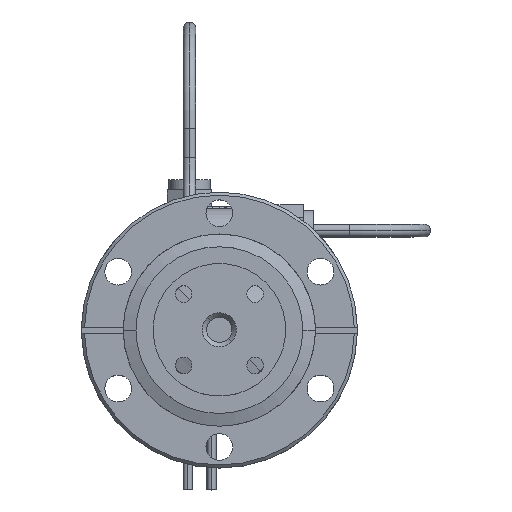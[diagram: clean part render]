
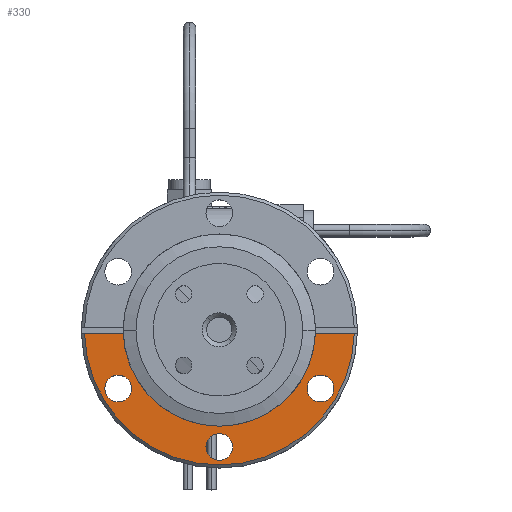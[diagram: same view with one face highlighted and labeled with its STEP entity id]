
A CAD part, top view. The second image highlights one B-rep face of the part: STEP entity #330.
In plain terms, the highlighted planar face has unit normal (0, 0, 1).
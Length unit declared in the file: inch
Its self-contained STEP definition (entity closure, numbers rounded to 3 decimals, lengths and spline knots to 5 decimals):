
#330 = ADVANCED_FACE ( 'NONE', ( #2615, #2624, #2626, #2628 ), #17010, .F. ) ;
#1287 = EDGE_LOOP ( 'NONE', ( #25033, #25034 ) ) ;
#1290 = EDGE_LOOP ( 'NONE', ( #25027, #25028 ) ) ;
#1305 = EDGE_LOOP ( 'NONE', ( #25029, #25030, #25031, #25032 ) ) ;
#2156 = CARTESIAN_POINT ( 'NONE',  ( -3.076, 0.0524, 4.95 ) ) ;
#2157 = DIRECTION ( 'NONE',  ( 1., 0., 0. ) ) ;
#2615 = FACE_BOUND ( 'NONE', #29990, .T. ) ;
#2624 = FACE_BOUND ( 'NONE', #1290, .T. ) ;
#2626 = FACE_OUTER_BOUND ( 'NONE', #1305, .T. ) ;
#2628 = FACE_BOUND ( 'NONE', #1287, .T. ) ;
#3117 = CIRCLE ( 'NONE', #25371, 0.951 ) ;
#5520 = CARTESIAN_POINT ( 'NONE',  ( -1.69266, -0.9411, 4.95 ) ) ;
#5521 = CARTESIAN_POINT ( 'NONE',  ( -1.69266, -1.2061, 4.95 ) ) ;
#5522 = CARTESIAN_POINT ( 'NONE',  ( -0.69153, -0.6281, 4.95 ) ) ;
#5524 = CARTESIAN_POINT ( 'NONE',  ( -0.69153, -0.3631, 4.95 ) ) ;
#5619 = CARTESIAN_POINT ( 'NONE',  ( -2.69378, -0.6281, 4.95 ) ) ;
#5627 = CARTESIAN_POINT ( 'NONE',  ( -2.69378, -0.3631, 4.95 ) ) ;
#5852 = CARTESIAN_POINT ( 'NONE',  ( -1.69266, 0.0824, 4.95 ) ) ;
#5853 = DIRECTION ( 'NONE',  ( 0., 0., 1. ) ) ;
#5855 = DIRECTION ( 'NONE',  ( -1., 0., 0. ) ) ;
#5864 = CARTESIAN_POINT ( 'NONE',  ( -0.69153, -0.4956, 4.95 ) ) ;
#5865 = DIRECTION ( 'NONE',  ( 0., 0., 1. ) ) ;
#5866 = DIRECTION ( 'NONE',  ( 0., 1., 0. ) ) ;
#5873 = CARTESIAN_POINT ( 'NONE',  ( -2.69378, -0.4956, 4.95 ) ) ;
#5875 = DIRECTION ( 'NONE',  ( 0., 0., 1. ) ) ;
#5877 = DIRECTION ( 'NONE',  ( 0., 1., 0. ) ) ;
#5879 = CARTESIAN_POINT ( 'NONE',  ( -0.30931, 0.0524, 4.95 ) ) ;
#5887 = DIRECTION ( 'NONE',  ( 1., 0., 0. ) ) ;
#5901 = CARTESIAN_POINT ( 'NONE',  ( -1.69266, -1.0736, 4.95 ) ) ;
#5903 = DIRECTION ( 'NONE',  ( 0., 0., 1. ) ) ;
#5905 = DIRECTION ( 'NONE',  ( 0., 1., 0. ) ) ;
#9847 = EDGE_CURVE ( 'NONE', #15229, #15230, #3117, .T. ) ;
#10122 = AXIS2_PLACEMENT_3D ( 'NONE', #5873, #5875, #5877 ) ;
#10123 = AXIS2_PLACEMENT_3D ( 'NONE', #5864, #5865, #5866 ) ;
#10124 = AXIS2_PLACEMENT_3D ( 'NONE', #5901, #5903, #5905 ) ;
#10125 = AXIS2_PLACEMENT_3D ( 'NONE', #5852, #5853, #5855 ) ;
#14108 = EDGE_CURVE ( 'NONE', #24937, #24939, #32005, .T. ) ;
#14112 = EDGE_CURVE ( 'NONE', #28705, #28703, #32011, .T. ) ;
#14117 = EDGE_CURVE ( 'NONE', #24936, #24935, #32018, .T. ) ;
#15229 = VERTEX_POINT ( 'NONE', #25910 ) ;
#15230 = VERTEX_POINT ( 'NONE', #25911 ) ;
#15250 = VERTEX_POINT ( 'NONE', #25927 ) ;
#15259 = VERTEX_POINT ( 'NONE', #25935 ) ;
#16989 = CARTESIAN_POINT ( 'NONE',  ( -3.05766, 0.0824, 4.95 ) ) ;
#17010 = PLANE ( 'NONE',  #25209 ) ;
#17021 = DIRECTION ( 'NONE',  ( 0., 0., -1. ) ) ;
#17022 = DIRECTION ( 'NONE',  ( -1., 0., 0. ) ) ;
#22272 = CARTESIAN_POINT ( 'NONE',  ( -1.69266, 0.0824, 4.95 ) ) ;
#22273 = DIRECTION ( 'NONE',  ( 0., 0., 1. ) ) ;
#22274 = DIRECTION ( 'NONE',  ( 1., 0., 0. ) ) ;
#24342 = EDGE_CURVE ( 'NONE', #15250, #15229, #31191, .T. ) ;
#24935 = VERTEX_POINT ( 'NONE', #5520 ) ;
#24936 = VERTEX_POINT ( 'NONE', #5521 ) ;
#24937 = VERTEX_POINT ( 'NONE', #5522 ) ;
#24939 = VERTEX_POINT ( 'NONE', #5524 ) ;
#25025 = ORIENTED_EDGE ( 'NONE', *, *, #28993, .F. ) ;
#25026 = ORIENTED_EDGE ( 'NONE', *, *, #14112, .F. ) ;
#25027 = ORIENTED_EDGE ( 'NONE', *, *, #29009, .F. ) ;
#25028 = ORIENTED_EDGE ( 'NONE', *, *, #14117, .F. ) ;
#25029 = ORIENTED_EDGE ( 'NONE', *, *, #28980, .T. ) ;
#25030 = ORIENTED_EDGE ( 'NONE', *, *, #28998, .F. ) ;
#25031 = ORIENTED_EDGE ( 'NONE', *, *, #9847, .F. ) ;
#25032 = ORIENTED_EDGE ( 'NONE', *, *, #24342, .F. ) ;
#25033 = ORIENTED_EDGE ( 'NONE', *, *, #28987, .F. ) ;
#25034 = ORIENTED_EDGE ( 'NONE', *, *, #14108, .F. ) ;
#25209 = AXIS2_PLACEMENT_3D ( 'NONE', #16989, #17021, #17022 ) ;
#25371 = AXIS2_PLACEMENT_3D ( 'NONE', #22272, #22273, #22274 ) ;
#25468 = AXIS2_PLACEMENT_3D ( 'NONE', #29659, #29661, #29663 ) ;
#25469 = AXIS2_PLACEMENT_3D ( 'NONE', #29616, #29619, #29620 ) ;
#25471 = AXIS2_PLACEMENT_3D ( 'NONE', #29636, #29639, #29640 ) ;
#25910 = CARTESIAN_POINT ( 'NONE',  ( -2.64318, 0.0524, 4.95 ) ) ;
#25911 = CARTESIAN_POINT ( 'NONE',  ( -0.74213, 0.0524, 4.95 ) ) ;
#25927 = CARTESIAN_POINT ( 'NONE',  ( -3.02732, 0.0524, 4.95 ) ) ;
#25935 = CARTESIAN_POINT ( 'NONE',  ( -0.35799, 0.0524, 4.95 ) ) ;
#28703 = VERTEX_POINT ( 'NONE', #5627 ) ;
#28705 = VERTEX_POINT ( 'NONE', #5619 ) ;
#28980 = EDGE_CURVE ( 'NONE', #15250, #15259, #31310, .T. ) ;
#28987 = EDGE_CURVE ( 'NONE', #24939, #24937, #31312, .T. ) ;
#28993 = EDGE_CURVE ( 'NONE', #28703, #28705, #31315, .T. ) ;
#28998 = EDGE_CURVE ( 'NONE', #15230, #15259, #31311, .T. ) ;
#29009 = EDGE_CURVE ( 'NONE', #24935, #24936, #31322, .T. ) ;
#29616 = CARTESIAN_POINT ( 'NONE',  ( -0.69153, -0.4956, 4.95 ) ) ;
#29619 = DIRECTION ( 'NONE',  ( 0., 0., 1. ) ) ;
#29620 = DIRECTION ( 'NONE',  ( 0., 1., 0. ) ) ;
#29636 = CARTESIAN_POINT ( 'NONE',  ( -2.69378, -0.4956, 4.95 ) ) ;
#29639 = DIRECTION ( 'NONE',  ( 0., 0., 1. ) ) ;
#29640 = DIRECTION ( 'NONE',  ( 0., 1., 0. ) ) ;
#29659 = CARTESIAN_POINT ( 'NONE',  ( -1.69266, -1.0736, 4.95 ) ) ;
#29661 = DIRECTION ( 'NONE',  ( 0., 0., 1. ) ) ;
#29663 = DIRECTION ( 'NONE',  ( 0., 1., 0. ) ) ;
#29990 = EDGE_LOOP ( 'NONE', ( #25025, #25026 ) ) ;
#31191 = LINE ( 'NONE', #2156, #31194 ) ;
#31194 = VECTOR ( 'NONE', #2157, 39.37008 ) ;
#31310 = CIRCLE ( 'NONE', #10125, 1.335 ) ;
#31311 = LINE ( 'NONE', #5879, #31313 ) ;
#31312 = CIRCLE ( 'NONE', #10123, 0.1325 ) ;
#31313 = VECTOR ( 'NONE', #5887, 39.37008 ) ;
#31315 = CIRCLE ( 'NONE', #10122, 0.1325 ) ;
#31322 = CIRCLE ( 'NONE', #10124, 0.1325 ) ;
#32005 = CIRCLE ( 'NONE', #25469, 0.1325 ) ;
#32011 = CIRCLE ( 'NONE', #25471, 0.1325 ) ;
#32018 = CIRCLE ( 'NONE', #25468, 0.1325 ) ;
